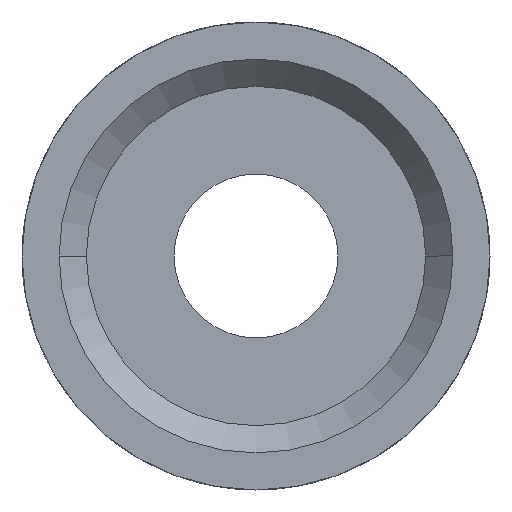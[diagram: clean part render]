
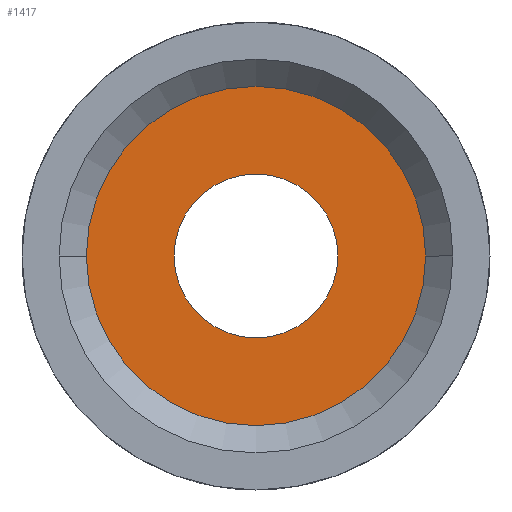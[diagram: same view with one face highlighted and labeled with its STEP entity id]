
A CAD part, front view. The second image highlights one B-rep face of the part: STEP entity #1417.
In plain terms, the highlighted planar face has unit normal (0, -1, 0).
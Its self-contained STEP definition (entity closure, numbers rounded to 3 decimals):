
#508=CARTESIAN_POINT('',(2.1,8.5,0.));
#509=VERTEX_POINT('',#508);
#518=CARTESIAN_POINT('',(-2.1,8.5,0.));
#519=VERTEX_POINT('',#518);
#520=CARTESIAN_POINT('',(0.0,8.5,0.0));
#521=DIRECTION('',(0.0,1.0,0.0));
#522=DIRECTION('',(1.0,0.0,0.0));
#523=AXIS2_PLACEMENT_3D('',#520,#521,#522);
#524=CIRCLE('',#523,2.1);
#525=EDGE_CURVE('',#519,#509,#524,.T.);
#550=CARTESIAN_POINT('',(4.35,8.5,0.0));
#551=VERTEX_POINT('',#550);
#560=CARTESIAN_POINT('',(-4.35,8.5,0.));
#561=VERTEX_POINT('',#560);
#562=CARTESIAN_POINT('',(0.0,8.5,0.0));
#563=DIRECTION('',(0.0,-1.0,0.0));
#564=DIRECTION('',(1.0,0.0,0.0));
#565=AXIS2_PLACEMENT_3D('',#562,#563,#564);
#566=CIRCLE('',#565,4.35);
#567=EDGE_CURVE('',#561,#551,#566,.T.);
#671=CARTESIAN_POINT('',(0.0,8.5,0.0));
#672=DIRECTION('',(0.0,-1.0,0.0));
#673=DIRECTION('',(1.0,0.0,0.0));
#674=AXIS2_PLACEMENT_3D('',#671,#672,#673);
#675=CIRCLE('',#674,4.35);
#676=EDGE_CURVE('',#551,#561,#675,.T.);
#716=CARTESIAN_POINT('',(0.0,8.5,0.0));
#717=DIRECTION('',(0.0,1.0,0.0));
#718=DIRECTION('',(1.0,0.0,0.0));
#719=AXIS2_PLACEMENT_3D('',#716,#717,#718);
#720=CIRCLE('',#719,2.1);
#721=EDGE_CURVE('',#509,#519,#720,.T.);
#1404=CARTESIAN_POINT('',(2.175,8.5,0.0));
#1405=DIRECTION('',(0.0,-1.0,0.0));
#1406=DIRECTION('',(0.0,0.0,-1.0));
#1407=AXIS2_PLACEMENT_3D('',#1404,#1405,#1406);
#1408=PLANE('',#1407);
#1409=ORIENTED_EDGE('',*,*,#676,.T.);
#1410=ORIENTED_EDGE('',*,*,#567,.T.);
#1411=EDGE_LOOP('',(#1409,#1410));
#1412=FACE_OUTER_BOUND('',#1411,.T.);
#1413=ORIENTED_EDGE('',*,*,#525,.T.);
#1414=ORIENTED_EDGE('',*,*,#721,.T.);
#1415=EDGE_LOOP('',(#1413,#1414));
#1416=FACE_BOUND('',#1415,.T.);
#1417=ADVANCED_FACE('',(#1412,#1416),#1408,.T.);
